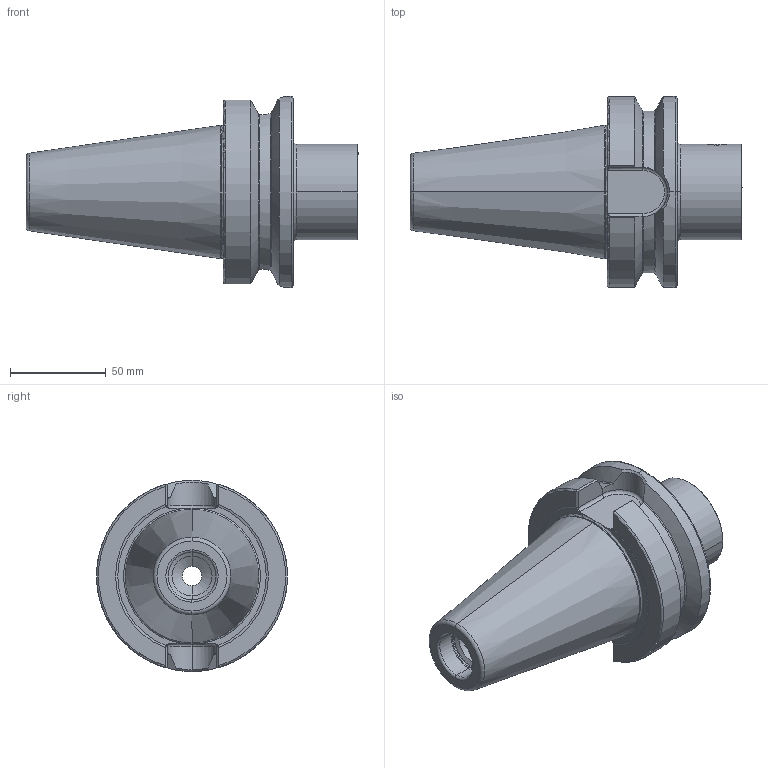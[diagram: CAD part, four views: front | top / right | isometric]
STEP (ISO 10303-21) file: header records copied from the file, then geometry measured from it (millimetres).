
FILE_DESCRIPTION (( 'STEP AP214' ), '1' );
FILE_NAME ('BP5.ST5.K01.072.STEP', '2023-09-20T08:36:00', ( '' ), ( '' ), 'SwSTEP 2.0', 'SolidWorks 2017', '' );
FILE_SCHEMA (( 'AUTOMOTIVE_DESIGN' ));
Length unit declared in the file: millimetre
Products named in the file (4): ST5-ER1.001.012_A; BP5-ST5.K01.072_A; DIN 3771 - 25x2; BP5.ST5.K01.072
Assembly tree (3 placements, depth 2):
  BP5.ST5.K01.072
    BP5-ST5.K01.072_A
    ST5-ER1.001.012_A
    DIN 3771 - 25x2
Bounding box: 173.8 x 100 x 100 mm (x, y, z)
Volume: 515260.2 mm3; surface area: 60742.2 mm2
Topology: 3 solids, 3 shells, 156 faces, 384 edges, 231 vertices
Faces by surface type: plane 44, cylinder 40, torus 36, cone 32, bspline 4
Entity records: 5502 total; most frequent: CARTESIAN_POINT 1700, ORIENTED_EDGE 764, DIRECTION 752, EDGE_CURVE 382, AXIS2_PLACEMENT_3D 310, VERTEX_POINT 231, EDGE_LOOP 161, ADVANCED_FACE 156
